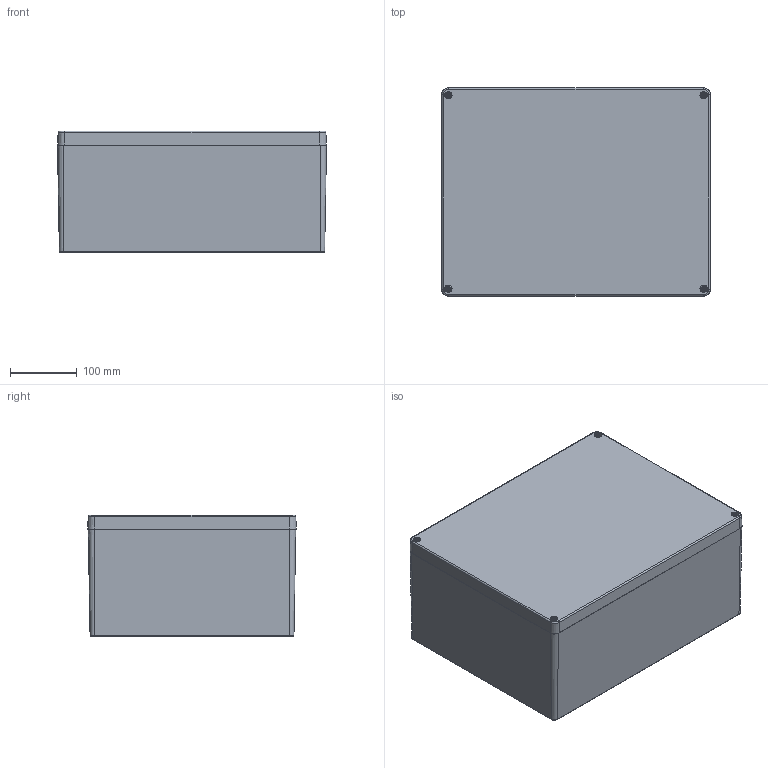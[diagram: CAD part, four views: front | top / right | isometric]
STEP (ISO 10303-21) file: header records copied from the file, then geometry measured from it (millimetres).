
FILE_DESCRIPTION((''),'2;1');
FILE_NAME('0101103600-MBA_403118_VE.stp','2015-01-30T12:48:32',('robin.rentz'),(''),'Autodesk Inventor 2012','Autodesk Inventor 2012','');
FILE_SCHEMA(('AUTOMOTIVE_DESIGN { 1 2 10303 214 0 1 1 1 }'));
Length unit declared in the file: millimetre
Products named in the file (5): 0101103600-MBA_403118_VE; 0100103602-UT_403118_VE; 0100103601-OT_403111_VE; Schraube BM 6x30; xxx-O-Ring-MBA_403111
Assembly tree (7 placements, depth 2):
  0101103600-MBA_403118_VE
    0100103602-UT_403118_VE
    0100103601-OT_403111_VE
    Schraube BM 6x30  x4
    xxx-O-Ring-MBA_403111
Bounding box: 403 x 312 x 182.5 mm (x, y, z)
Volume: 3140113.8 mm3; surface area: 1048912.3 mm2
Topology: 7 solids, 7 shells, 1161 faces, 2969 edges, 1884 vertices
Faces by surface type: plane 441, bspline 295, cylinder 187, cone 123, torus 110, sphere 5
Full cylindrical faces by diameter (mm): 4.917 x10, 5 x8, 6 x4, 7 x8, 7.5 x4, 10 x8, 10.5 x4, 11 x4
Entity records: 33480 total; most frequent: CARTESIAN_POINT 10358, ORIENTED_EDGE 5104, DIRECTION 3981, EDGE_CURVE 2552, VERTEX_POINT 1664, VECTOR 1331, LINE 1331, AXIS2_PLACEMENT_3D 1325
